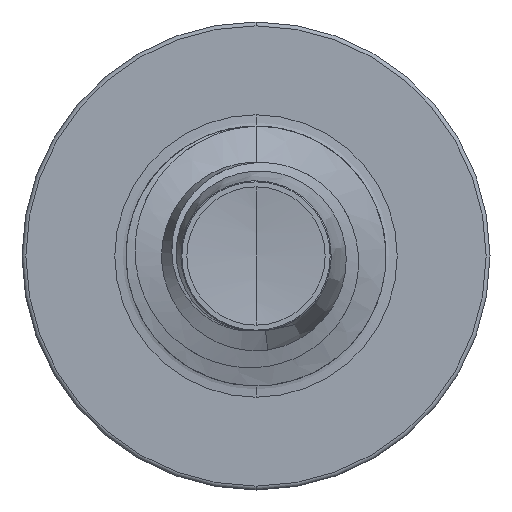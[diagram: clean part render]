
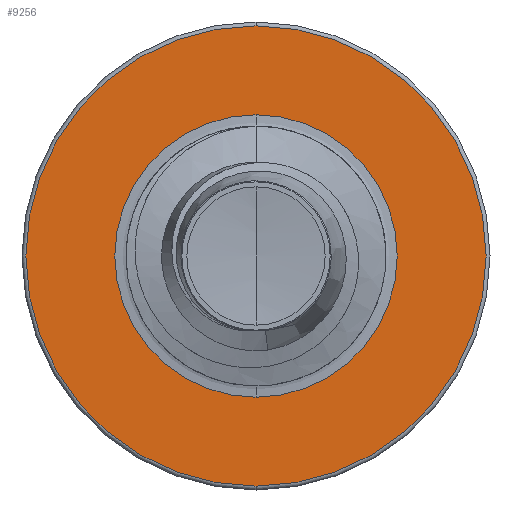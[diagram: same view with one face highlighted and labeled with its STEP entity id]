
A CAD part, front view. The second image highlights one B-rep face of the part: STEP entity #9256.
In plain terms, the highlighted planar face has unit normal (0, -1, 0).
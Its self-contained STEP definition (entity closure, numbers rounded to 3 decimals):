
#107 = FACE_BOUND ( 'NONE', #3254, .T. ) ;
#134 = CIRCLE ( 'NONE', #2307, 1.086 ) ;
#362 = AXIS2_PLACEMENT_3D ( 'NONE', #6869, #6473, #6464 ) ;
#441 = DIRECTION ( 'NONE',  ( 0., 0., 1. ) ) ;
#446 = DIRECTION ( 'NONE',  ( 0., 1., 0. ) ) ;
#458 = CARTESIAN_POINT ( 'NONE',  ( 0., 3.5, 0. ) ) ;
#505 = VERTEX_POINT ( 'NONE', #8520 ) ;
#1258 = EDGE_LOOP ( 'NONE', ( #4019, #4109 ) ) ;
#2307 = AXIS2_PLACEMENT_3D ( 'NONE', #2834, #2830, #2820 ) ;
#2527 = VERTEX_POINT ( 'NONE', #8981 ) ;
#2820 = DIRECTION ( 'NONE',  ( 0., 0., 1. ) ) ;
#2830 = DIRECTION ( 'NONE',  ( 0., 1., 0. ) ) ;
#2834 = CARTESIAN_POINT ( 'NONE',  ( 0., 3.5, 0. ) ) ;
#3183 = CIRCLE ( 'NONE', #5638, 1.77 ) ;
#3254 = EDGE_LOOP ( 'NONE', ( #4228, #4441 ) ) ;
#3834 = EDGE_CURVE ( 'NONE', #505, #2527, #134, .T. ) ;
#4018 = CIRCLE ( 'NONE', #7862, 1.086 ) ;
#4019 = ORIENTED_EDGE ( 'NONE', *, *, #4592, .F. ) ;
#4109 = ORIENTED_EDGE ( 'NONE', *, *, #4988, .F. ) ;
#4228 = ORIENTED_EDGE ( 'NONE', *, *, #3834, .T. ) ;
#4293 = FACE_OUTER_BOUND ( 'NONE', #1258, .T. ) ;
#4441 = ORIENTED_EDGE ( 'NONE', *, *, #7383, .T. ) ;
#4592 = EDGE_CURVE ( 'NONE', #5632, #5207, #5817, .T. ) ;
#4988 = EDGE_CURVE ( 'NONE', #5207, #5632, #3183, .T. ) ;
#5207 = VERTEX_POINT ( 'NONE', #7344 ) ;
#5632 = VERTEX_POINT ( 'NONE', #6290 ) ;
#5638 = AXIS2_PLACEMENT_3D ( 'NONE', #6612, #8260, #5802 ) ;
#5802 = DIRECTION ( 'NONE',  ( 0., 0., 1. ) ) ;
#5817 = CIRCLE ( 'NONE', #9489, 1.77 ) ;
#6290 = CARTESIAN_POINT ( 'NONE',  ( 0., 3.5, 1.77 ) ) ;
#6464 = DIRECTION ( 'NONE',  ( 0., 0., 1. ) ) ;
#6473 = DIRECTION ( 'NONE',  ( 0., 1., 0. ) ) ;
#6512 = PLANE ( 'NONE',  #362 ) ;
#6612 = CARTESIAN_POINT ( 'NONE',  ( 0., 3.5, 0. ) ) ;
#6869 = CARTESIAN_POINT ( 'NONE',  ( 0., 3.5, -1.086 ) ) ;
#7344 = CARTESIAN_POINT ( 'NONE',  ( 0., 3.5, -1.77 ) ) ;
#7383 = EDGE_CURVE ( 'NONE', #2527, #505, #4018, .T. ) ;
#7862 = AXIS2_PLACEMENT_3D ( 'NONE', #9541, #9533, #9532 ) ;
#8260 = DIRECTION ( 'NONE',  ( 0., 1., 0. ) ) ;
#8520 = CARTESIAN_POINT ( 'NONE',  ( 0., 3.5, 1.086 ) ) ;
#8981 = CARTESIAN_POINT ( 'NONE',  ( 0., 3.5, -1.086 ) ) ;
#9256 = ADVANCED_FACE ( 'NONE', ( #4293, #107 ), #6512, .F. ) ;
#9489 = AXIS2_PLACEMENT_3D ( 'NONE', #458, #446, #441 ) ;
#9532 = DIRECTION ( 'NONE',  ( 0., 0., 1. ) ) ;
#9533 = DIRECTION ( 'NONE',  ( 0., 1., 0. ) ) ;
#9541 = CARTESIAN_POINT ( 'NONE',  ( 0., 3.5, 0. ) ) ;
